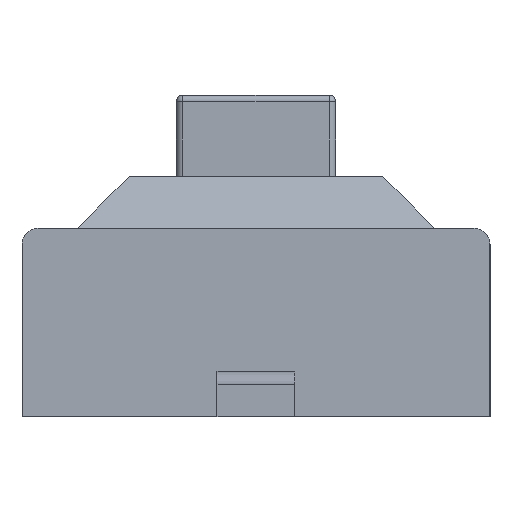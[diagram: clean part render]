
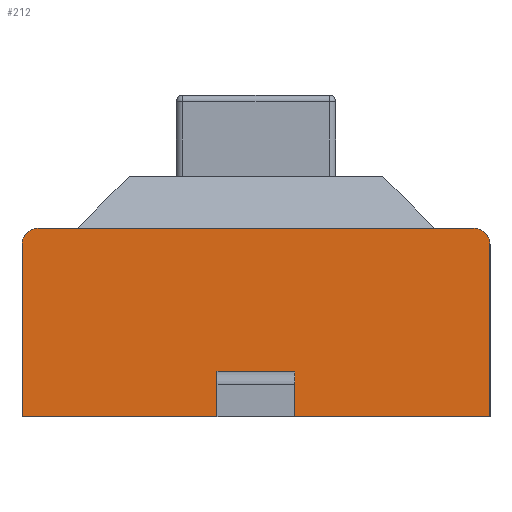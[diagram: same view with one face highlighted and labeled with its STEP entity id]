
A CAD part, left-side view. The second image highlights one B-rep face of the part: STEP entity #212.
In plain terms, the highlighted planar face has unit normal (-1, 0, 0).
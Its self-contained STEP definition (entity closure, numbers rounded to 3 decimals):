
#153 = VERTEX_POINT('',#154);
#154 = CARTESIAN_POINT('',(-3.073,1.681,1.473));
#160 = EDGE_CURVE('',#153,#161,#163,.T.);
#161 = VERTEX_POINT('',#162);
#162 = CARTESIAN_POINT('',(-3.073,-1.723,1.473));
#163 = LINE('',#164,#165);
#164 = CARTESIAN_POINT('',(-3.073,1.808,1.473));
#165 = VECTOR('',#166,1.);
#166 = DIRECTION('',(0.,-1.,0.));
#212 = ADVANCED_FACE('',(#213,#247),#290,.F.);
#213 = FACE_BOUND('',#214,.T.);
#214 = EDGE_LOOP('',(#215,#225,#233,#241));
#215 = ORIENTED_EDGE('',*,*,#216,.F.);
#216 = EDGE_CURVE('',#217,#219,#221,.T.);
#217 = VERTEX_POINT('',#218);
#218 = CARTESIAN_POINT('',(-3.073,-0.326,0.356));
#219 = VERTEX_POINT('',#220);
#220 = CARTESIAN_POINT('',(-3.073,0.284,0.356));
#221 = LINE('',#222,#223);
#222 = CARTESIAN_POINT('',(-3.073,-0.326,0.356));
#223 = VECTOR('',#224,1.);
#224 = DIRECTION('',(0.,1.,0.));
#225 = ORIENTED_EDGE('',*,*,#226,.T.);
#226 = EDGE_CURVE('',#217,#227,#229,.T.);
#227 = VERTEX_POINT('',#228);
#228 = CARTESIAN_POINT('',(-3.073,-0.326,0.102));
#229 = LINE('',#230,#231);
#230 = CARTESIAN_POINT('',(-3.073,-0.326,0.));
#231 = VECTOR('',#232,1.);
#232 = DIRECTION('',(0.,0.,-1.));
#233 = ORIENTED_EDGE('',*,*,#234,.T.);
#234 = EDGE_CURVE('',#227,#235,#237,.T.);
#235 = VERTEX_POINT('',#236);
#236 = CARTESIAN_POINT('',(-3.073,0.284,0.102));
#237 = LINE('',#238,#239);
#238 = CARTESIAN_POINT('',(-3.073,-0.326,0.102));
#239 = VECTOR('',#240,1.);
#240 = DIRECTION('',(0.,1.,0.));
#241 = ORIENTED_EDGE('',*,*,#242,.F.);
#242 = EDGE_CURVE('',#219,#235,#243,.T.);
#243 = LINE('',#244,#245);
#244 = CARTESIAN_POINT('',(-3.073,0.284,0.));
#245 = VECTOR('',#246,1.);
#246 = DIRECTION('',(0.,0.,-1.));
#247 = FACE_BOUND('',#248,.T.);
#248 = EDGE_LOOP('',(#249,#250,#259,#267,#275,#283));
#249 = ORIENTED_EDGE('',*,*,#160,.F.);
#250 = ORIENTED_EDGE('',*,*,#251,.T.);
#251 = EDGE_CURVE('',#153,#252,#254,.T.);
#252 = VERTEX_POINT('',#253);
#253 = CARTESIAN_POINT('',(-3.073,1.808,1.346));
#254 = CIRCLE('',#255,0.127);
#255 = AXIS2_PLACEMENT_3D('',#256,#257,#258);
#256 = CARTESIAN_POINT('',(-3.073,1.681,1.346));
#257 = DIRECTION('',(-1.,0.,0.));
#258 = DIRECTION('',(0.,1.,0.));
#259 = ORIENTED_EDGE('',*,*,#260,.T.);
#260 = EDGE_CURVE('',#252,#261,#263,.T.);
#261 = VERTEX_POINT('',#262);
#262 = CARTESIAN_POINT('',(-3.073,1.808,0.));
#263 = LINE('',#264,#265);
#264 = CARTESIAN_POINT('',(-3.073,1.808,1.473));
#265 = VECTOR('',#266,1.);
#266 = DIRECTION('',(0.,0.,-1.));
#267 = ORIENTED_EDGE('',*,*,#268,.T.);
#268 = EDGE_CURVE('',#261,#269,#271,.T.);
#269 = VERTEX_POINT('',#270);
#270 = CARTESIAN_POINT('',(-3.073,-1.85,0.));
#271 = LINE('',#272,#273);
#272 = CARTESIAN_POINT('',(-3.073,1.808,0.));
#273 = VECTOR('',#274,1.);
#274 = DIRECTION('',(0.,-1.,0.));
#275 = ORIENTED_EDGE('',*,*,#276,.F.);
#276 = EDGE_CURVE('',#277,#269,#279,.T.);
#277 = VERTEX_POINT('',#278);
#278 = CARTESIAN_POINT('',(-3.073,-1.85,1.346));
#279 = LINE('',#280,#281);
#280 = CARTESIAN_POINT('',(-3.073,-1.85,1.473));
#281 = VECTOR('',#282,1.);
#282 = DIRECTION('',(0.,0.,-1.));
#283 = ORIENTED_EDGE('',*,*,#284,.T.);
#284 = EDGE_CURVE('',#277,#161,#285,.T.);
#285 = CIRCLE('',#286,0.127);
#286 = AXIS2_PLACEMENT_3D('',#287,#288,#289);
#287 = CARTESIAN_POINT('',(-3.073,-1.723,1.346));
#288 = DIRECTION('',(-1.,0.,0.));
#289 = DIRECTION('',(0.,1.,0.));
#290 = PLANE('',#291);
#291 = AXIS2_PLACEMENT_3D('',#292,#293,#294);
#292 = CARTESIAN_POINT('',(-3.073,1.808,1.473));
#293 = DIRECTION('',(1.,0.,0.));
#294 = DIRECTION('',(0.,1.,0.));
